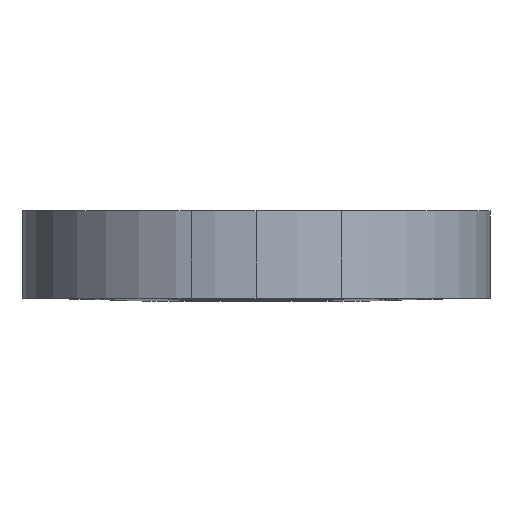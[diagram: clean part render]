
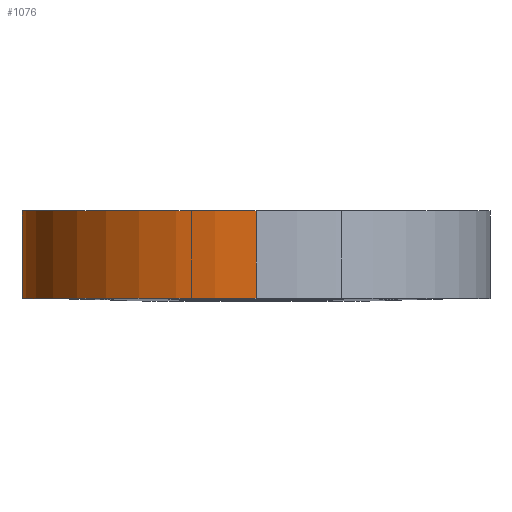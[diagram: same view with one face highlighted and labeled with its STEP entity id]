
A CAD part, top view. The second image highlights one B-rep face of the part: STEP entity #1076.
In plain terms, the highlighted cylindrical face has radius 40 mm (diameter 80 mm), a partial arc.
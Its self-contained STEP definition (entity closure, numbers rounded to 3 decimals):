
#133 = CARTESIAN_POINT ( 'NONE',  ( -40., 15., 0. ) ) ;
#146 = AXIS2_PLACEMENT_3D ( 'NONE', #1771, #1130, #1252 ) ;
#298 = DIRECTION ( 'NONE',  ( 0., 0., 1. ) ) ;
#345 = EDGE_CURVE ( 'NONE', #838, #1842, #1090, .T. ) ;
#388 = ORIENTED_EDGE ( 'NONE', *, *, #345, .F. ) ;
#451 = CARTESIAN_POINT ( 'NONE',  ( 0., 15., 40. ) ) ;
#459 = DIRECTION ( 'NONE',  ( 0., 1., 0. ) ) ;
#461 = AXIS2_PLACEMENT_3D ( 'NONE', #526, #1932, #1908 ) ;
#493 = AXIS2_PLACEMENT_3D ( 'NONE', #1173, #459, #298 ) ;
#502 = VERTEX_POINT ( 'NONE', #451 ) ;
#526 = CARTESIAN_POINT ( 'NONE',  ( 0., 15., 0. ) ) ;
#543 = ORIENTED_EDGE ( 'NONE', *, *, #1436, .F. ) ;
#574 = CIRCLE ( 'NONE', #461, 40. ) ;
#749 = CARTESIAN_POINT ( 'NONE',  ( -40., 0., 0. ) ) ;
#753 = DIRECTION ( 'NONE',  ( 0., 1., 0. ) ) ;
#788 = VECTOR ( 'NONE', #1738, 1000. ) ;
#838 = VERTEX_POINT ( 'NONE', #749 ) ;
#911 = VECTOR ( 'NONE', #753, 1000. ) ;
#925 = CARTESIAN_POINT ( 'NONE',  ( 0., 0., 40. ) ) ;
#1057 = CARTESIAN_POINT ( 'NONE',  ( 0., -300.157, 40. ) ) ;
#1076 = ADVANCED_FACE ( 'NONE', ( #1164 ), #2192, .T. ) ;
#1090 = LINE ( 'NONE', #2095, #911 ) ;
#1105 = ORIENTED_EDGE ( 'NONE', *, *, #1199, .F. ) ;
#1130 = DIRECTION ( 'NONE',  ( 0., -1., 0. ) ) ;
#1164 = FACE_OUTER_BOUND ( 'NONE', #1372, .T. ) ;
#1173 = CARTESIAN_POINT ( 'NONE',  ( 0., -300.157, 0. ) ) ;
#1199 = EDGE_CURVE ( 'NONE', #1842, #502, #574, .T. ) ;
#1252 = DIRECTION ( 'NONE',  ( 0., 0., 1. ) ) ;
#1350 = VERTEX_POINT ( 'NONE', #925 ) ;
#1372 = EDGE_LOOP ( 'NONE', ( #543, #1467, #1105, #388 ) ) ;
#1436 = EDGE_CURVE ( 'NONE', #1350, #838, #1642, .T. ) ;
#1467 = ORIENTED_EDGE ( 'NONE', *, *, #1765, .T. ) ;
#1642 = CIRCLE ( 'NONE', #146, 40. ) ;
#1738 = DIRECTION ( 'NONE',  ( 0., 1., 0. ) ) ;
#1764 = LINE ( 'NONE', #1057, #788 ) ;
#1765 = EDGE_CURVE ( 'NONE', #1350, #502, #1764, .T. ) ;
#1771 = CARTESIAN_POINT ( 'NONE',  ( 0., 0., 0. ) ) ;
#1842 = VERTEX_POINT ( 'NONE', #133 ) ;
#1908 = DIRECTION ( 'NONE',  ( 0., 0., 1. ) ) ;
#1932 = DIRECTION ( 'NONE',  ( 0., 1., 0. ) ) ;
#2095 = CARTESIAN_POINT ( 'NONE',  ( -40., -300.157, 0. ) ) ;
#2192 = CYLINDRICAL_SURFACE ( 'NONE', #493, 40. ) ;
